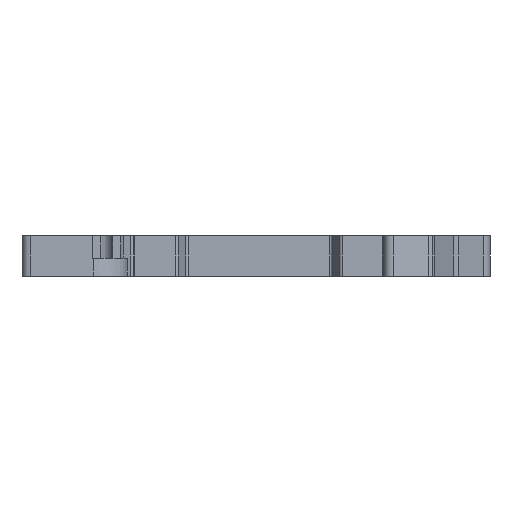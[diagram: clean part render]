
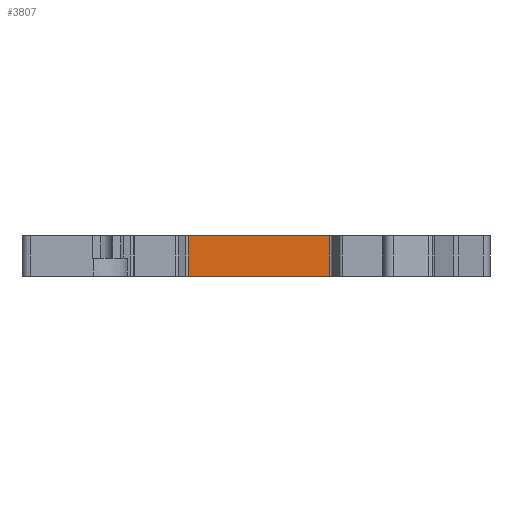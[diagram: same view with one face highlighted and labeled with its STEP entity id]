
A CAD part, front view. The second image highlights one B-rep face of the part: STEP entity #3807.
In plain terms, the highlighted planar face has unit normal (0, -1, 0).
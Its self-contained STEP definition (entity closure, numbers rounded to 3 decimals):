
#10 = DIRECTION ( 'NONE',  ( 0., 0., -1. ) ) ;
#123 = ORIENTED_EDGE ( 'NONE', *, *, #9148, .T. ) ;
#140 = CARTESIAN_POINT ( 'NONE',  ( 8.746, 0., 5. ) ) ;
#462 = LINE ( 'NONE', #4607, #8600 ) ;
#1498 = VERTEX_POINT ( 'NONE', #8427 ) ;
#1947 = EDGE_CURVE ( 'NONE', #1498, #7823, #9192, .T. ) ;
#2379 = ORIENTED_EDGE ( 'NONE', *, *, #8814, .F. ) ;
#2730 = CARTESIAN_POINT ( 'NONE',  ( -8.746, 0., 5. ) ) ;
#2842 = LINE ( 'NONE', #2730, #6740 ) ;
#3488 = CARTESIAN_POINT ( 'NONE',  ( -0.368, 0., 0. ) ) ;
#3559 = VECTOR ( 'NONE', #8518, 1000. ) ;
#3807 = ADVANCED_FACE ( 'NONE', ( #9161 ), #7246, .F. ) ;
#4229 = VERTEX_POINT ( 'NONE', #7875 ) ;
#4607 = CARTESIAN_POINT ( 'NONE',  ( -0.368, 0., 5. ) ) ;
#5015 = VECTOR ( 'NONE', #10, 1000. ) ;
#6740 = VECTOR ( 'NONE', #6783, 1000. ) ;
#6783 = DIRECTION ( 'NONE',  ( 0., 0., -1. ) ) ;
#6844 = DIRECTION ( 'NONE',  ( -1., 0., 0. ) ) ;
#7202 = AXIS2_PLACEMENT_3D ( 'NONE', #7380, #8373, #6844 ) ;
#7246 = PLANE ( 'NONE',  #7202 ) ;
#7380 = CARTESIAN_POINT ( 'NONE',  ( -0.368, 0., 5. ) ) ;
#7398 = ORIENTED_EDGE ( 'NONE', *, *, #9719, .T. ) ;
#7706 = EDGE_LOOP ( 'NONE', ( #123, #9187, #2379, #7398 ) ) ;
#7823 = VERTEX_POINT ( 'NONE', #8557 ) ;
#7875 = CARTESIAN_POINT ( 'NONE',  ( -8.746, 0., 0. ) ) ;
#8373 = DIRECTION ( 'NONE',  ( 0., 1., 0. ) ) ;
#8427 = CARTESIAN_POINT ( 'NONE',  ( 8.746, 0., 5. ) ) ;
#8518 = DIRECTION ( 'NONE',  ( 1., 0., 0. ) ) ;
#8557 = CARTESIAN_POINT ( 'NONE',  ( 8.746, 0., 0. ) ) ;
#8600 = VECTOR ( 'NONE', #9126, 1000. ) ;
#8814 = EDGE_CURVE ( 'NONE', #9806, #1498, #462, .T. ) ;
#9010 = CARTESIAN_POINT ( 'NONE',  ( -8.746, 0., 5. ) ) ;
#9126 = DIRECTION ( 'NONE',  ( 1., 0., 0. ) ) ;
#9148 = EDGE_CURVE ( 'NONE', #4229, #7823, #9818, .T. ) ;
#9161 = FACE_OUTER_BOUND ( 'NONE', #7706, .T. ) ;
#9187 = ORIENTED_EDGE ( 'NONE', *, *, #1947, .F. ) ;
#9192 = LINE ( 'NONE', #140, #5015 ) ;
#9719 = EDGE_CURVE ( 'NONE', #9806, #4229, #2842, .T. ) ;
#9806 = VERTEX_POINT ( 'NONE', #9010 ) ;
#9818 = LINE ( 'NONE', #3488, #3559 ) ;
